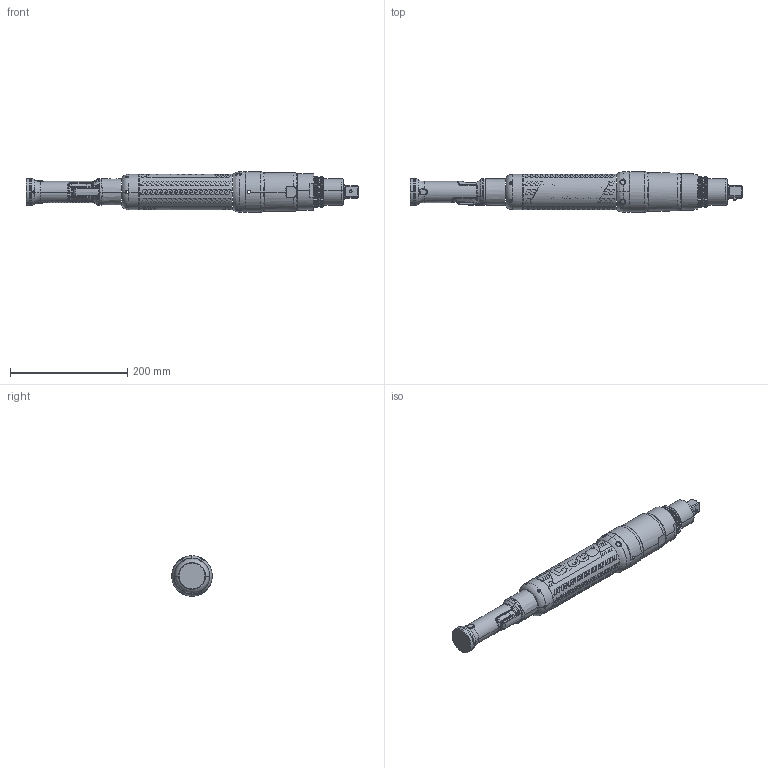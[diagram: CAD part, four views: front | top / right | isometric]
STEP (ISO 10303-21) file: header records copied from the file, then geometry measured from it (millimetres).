
FILE_DESCRIPTION((''),'2;1');
FILE_NAME('70ESN90ND6_SW0001','2018-11-27T',('A1X81'),(''),'CREO PARAMETRIC BY PTC INC, 2016050','CREO PARAMETRIC BY PTC INC, 2016050','');
FILE_SCHEMA(('CONFIG_CONTROL_DESIGN'));
Products named in the file (1): 70ESN90ND6_SW0001
Bounding box: 565.97 x 69 x 69 mm (x, y, z)
Surface area: 126444.7 mm2 (no closed solid volume)
Topology: 0 solids, 476 shells, 1799 faces, 7261 edges, 5773 vertices
Faces by surface type: bspline 542, cylinder 525, extrusion 274, plane 213, torus 174, cone 69, sphere 2
Entity records: 104177 total; most frequent: CARTESIAN_POINT 54098, ORIENTED_EDGE 9596, DIRECTION 8021, EDGE_CURVE 7259, VERTEX_POINT 5773, B_SPLINE_CURVE_WITH_KNOTS 3742, AXIS2_PLACEMENT_3D 2973, VECTOR 2075
